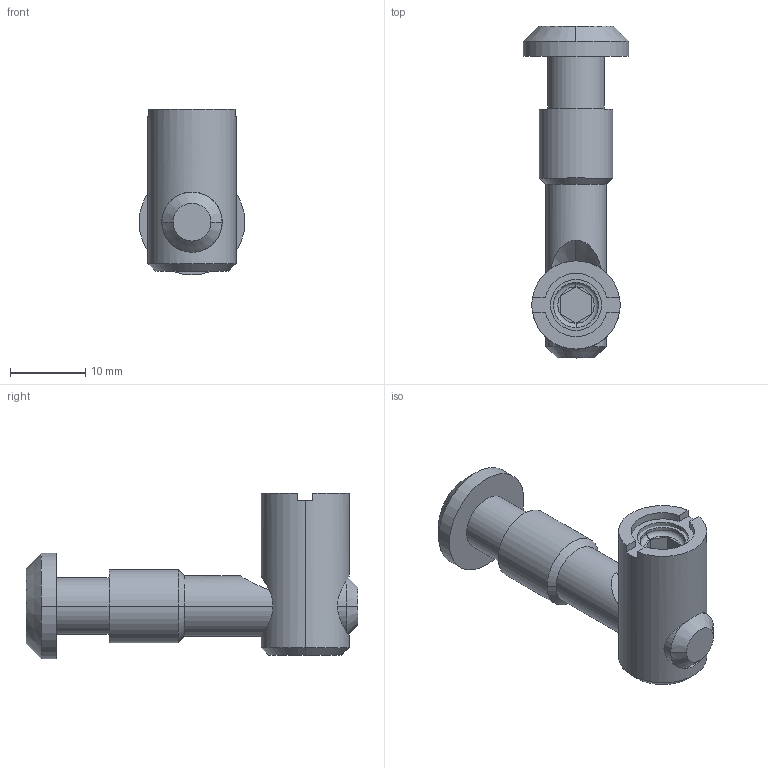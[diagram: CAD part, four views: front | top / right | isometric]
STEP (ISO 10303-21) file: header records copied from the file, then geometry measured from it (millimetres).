
FILE_DESCRIPTION (( 'STEP AP214' ), '1' );
FILE_NAME ('SNSD.30.50.06 Óãëîâîé ñîåäèíèòåëü 90 ãðàäóñîâ, ïàç 8(B61).STEP', '2022-09-13T07:24:07', ( '' ), ( '' ), 'SwSTEP 2.0', 'SolidWorks 2022', '' );
FILE_SCHEMA (( 'AUTOMOTIVE_DESIGN' ));
Length unit declared in the file: millimetre
Products named in the file (4): SNSD.30.50.24 Стакан_00; SNSD.30.50.23 Палец_00; SNSD.30.50.06  Угловой соединитель 90 градусов, паз 8(B61); SNSD.30.50.22 Винт_00
Assembly tree (3 placements, depth 2):
  SNSD.30.50.06  Угловой соединитель 90 градусов, паз 8(B61)
    SNSD.30.50.23 Палец_00
    SNSD.30.50.22 Винт_00
    SNSD.30.50.24 Стакан_00
Bounding box: 14 x 44 x 22 mm (x, y, z)
Volume: 4271.9 mm3; surface area: 3213 mm2
Topology: 3 solids, 3 shells, 57 faces, 126 edges, 80 vertices
Faces by surface type: plane 23, cylinder 20, cone 12, torus 2
Entity records: 2062 total; most frequent: CARTESIAN_POINT 563, DIRECTION 298, ORIENTED_EDGE 252, EDGE_CURVE 126, AXIS2_PLACEMENT_3D 117, VERTEX_POINT 80, EDGE_LOOP 66, VECTOR 64
